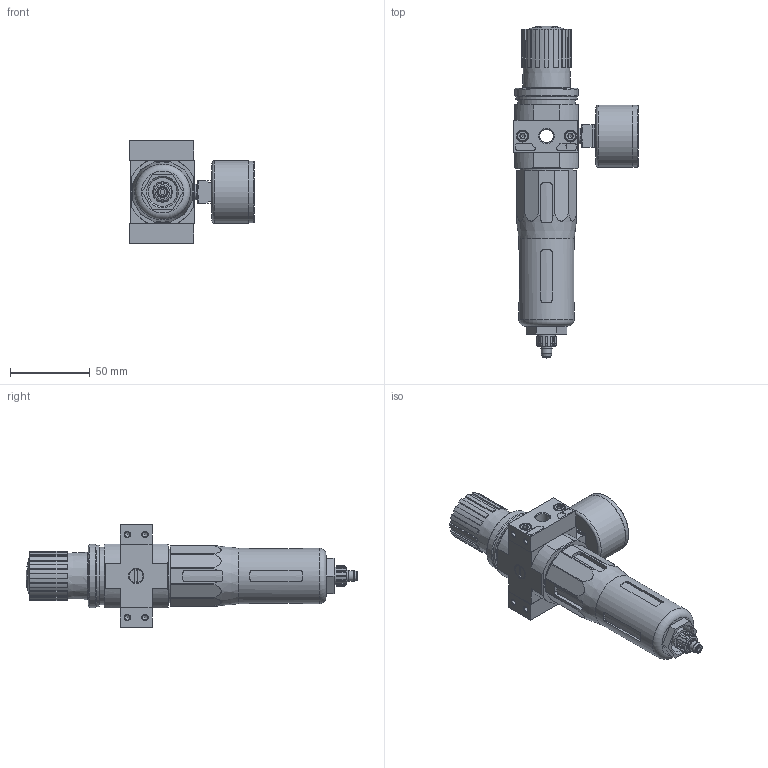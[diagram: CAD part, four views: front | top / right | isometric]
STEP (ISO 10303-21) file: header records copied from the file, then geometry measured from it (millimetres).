
FILE_DESCRIPTION(/* description */ ('STEP AP214'),/* implementation_level */ '2;1');
FILE_NAME(/* name */ '162718_LFR-1_8-D-5M-MINI',/* time_stamp */ '2024-09-03T19:53:43+02:00',/* author */ ('License CC BY-ND 4.0'),/* organization */ ('CADENAS'),/* preprocessor_version */ 'ST-DEVELOPER v19.3',/* originating_system */ 'PARTsolutions',/* authorisation */ ' ');
FILE_SCHEMA (('AUTOMOTIVE_DESIGN {1 0 10303 214 3 1 1}'));
Length unit declared in the file: millimetre
Products named in the file (9): 162718 LFR-1/8-D-5M-MINI---(0); 127303 LFR-D-5M-MINI--(0); 8003637 PAGN-40-16-G18; 380287 PBL-1/8-D-MINI-R---(0) p1; DIN-912 - M4x16(F); 380285 PBL-1/8-D-MINI-L---(1) p1; 398011 LRVS-D-MINI; 373845 LR-MINI; 648415 LF
Assembly tree (11 placements, depth 2):
  162718 LFR-1/8-D-5M-MINI---(0)
    127303 LFR-D-5M-MINI--(0)
    8003637 PAGN-40-16-G18
    380287 PBL-1/8-D-MINI-R---(0) p1
    DIN-912 - M4x16(F)  x4
    380285 PBL-1/8-D-MINI-L---(1) p1
    398011 LRVS-D-MINI
    373845 LR-MINI
    648415 LF
Bounding box: 77.75 x 208 x 64 mm (x, y, z)
Volume: 241638.5 mm3; surface area: 50404.6 mm2
Topology: 11 solids, 11 shells, 629 faces, 1543 edges, 983 vertices
Faces by surface type: plane 350, cylinder 165, cone 97, torus 12, sphere 5
Full cylindrical faces by diameter (mm): 3 x1, 3.242 x8, 4 x4, 4.3 x1, 5.6 x1, 6.2 x1, 6.4 x1, 6.8 x1, 6.9 x1, 7 x4, 7.1 x1, 8.2 x1, 8.4 x1, 8.566 x4, 9 x1, 9.728 x2, 11 x1, 11.2 x1, 12.2 x2, 12.6 x1, 15.7 x1, 15.8 x1, 18 x1, 24.9 x1, 26.9 x1, 33.9 x1, 34.376 x1, 34.7 x1, 36 x2, 38.5 x1
Entity records: 18364 total; most frequent: CARTESIAN_POINT 3336, DIRECTION 2698, ORIENTED_EDGE 2508, EDGE_CURVE 1254, AXIS2_PLACEMENT_3D 1047, VERTEX_POINT 889, FACE_BOUND 731, EDGE_LOOP 722
